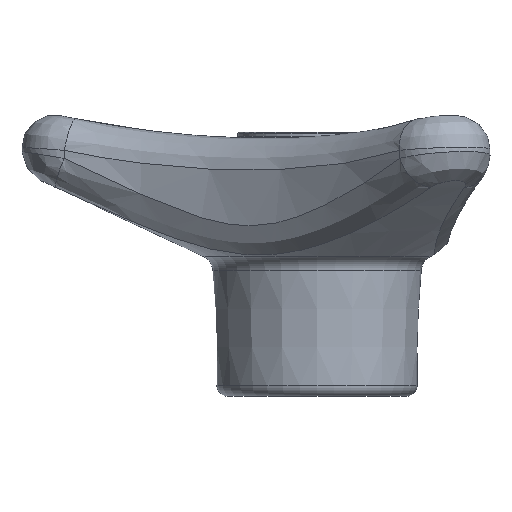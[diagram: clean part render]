
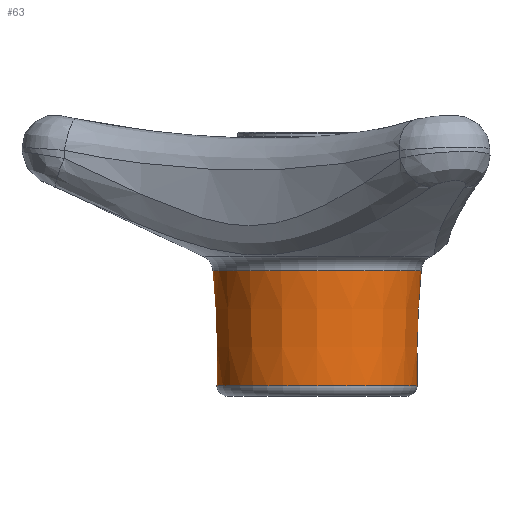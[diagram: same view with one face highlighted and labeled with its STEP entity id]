
A CAD part, left-side view. The second image highlights one B-rep face of the part: STEP entity #63.
In plain terms, the highlighted conical face has half-angle 2.04 degrees and reference radius 18.6 mm.
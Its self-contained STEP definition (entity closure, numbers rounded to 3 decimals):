
#63 = ADVANCED_FACE( '', ( #152, #153 ), #154, .T. );
#152 = FACE_BOUND( '', #617, .T. );
#153 = FACE_OUTER_BOUND( '', #618, .T. );
#154 = CONICAL_SURFACE( '', #619, 18.6, 0.036 );
#617 = EDGE_LOOP( '', ( #4007 ) );
#618 = EDGE_LOOP( '', ( #4008 ) );
#619 = AXIS2_PLACEMENT_3D( '', #4009, #4010, #4011 );
#4007 = ORIENTED_EDGE( '', *, *, #4218, .T. );
#4008 = ORIENTED_EDGE( '', *, *, #4219, .T. );
#4009 = CARTESIAN_POINT( '', ( 0., 0., 0. ) );
#4010 = DIRECTION( '', ( 0., 0., 1. ) );
#4011 = DIRECTION( '', ( 1., 0., 0. ) );
#4218 = EDGE_CURVE( '', #4319, #4319, #4320, .F. );
#4219 = EDGE_CURVE( '', #4321, #4321, #4322, .F. );
#4319 = VERTEX_POINT( '', #4770 );
#4320 = CIRCLE( '', #4771, 18.669 );
#4321 = VERTEX_POINT( '', #4772 );
#4322 = CIRCLE( '', #4773, 19.435 );
#4770 = CARTESIAN_POINT( '', ( -18.669, 0., 1.929 ) );
#4771 = AXIS2_PLACEMENT_3D( '', #6488, #6489, #6490 );
#4772 = CARTESIAN_POINT( '', ( 19.435, 0., 23.433 ) );
#4773 = AXIS2_PLACEMENT_3D( '', #6491, #6492, #6493 );
#6488 = CARTESIAN_POINT( '', ( 0., 0., 1.929 ) );
#6489 = DIRECTION( '', ( 0., 0., -1. ) );
#6490 = DIRECTION( '', ( -1., 0., 0. ) );
#6491 = CARTESIAN_POINT( '', ( 0., 0., 23.433 ) );
#6492 = DIRECTION( '', ( 0., 0., 1. ) );
#6493 = DIRECTION( '', ( 1., 0., 0. ) );
